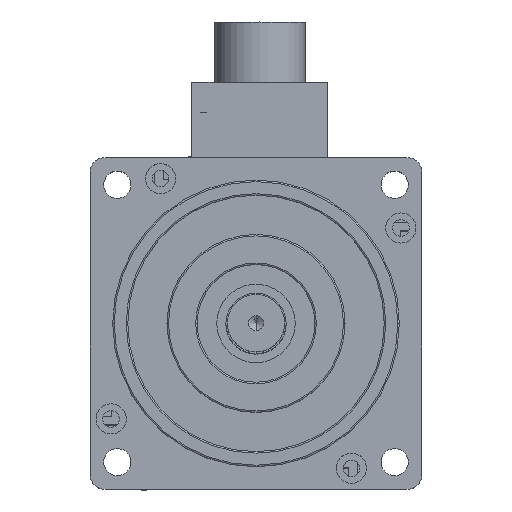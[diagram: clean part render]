
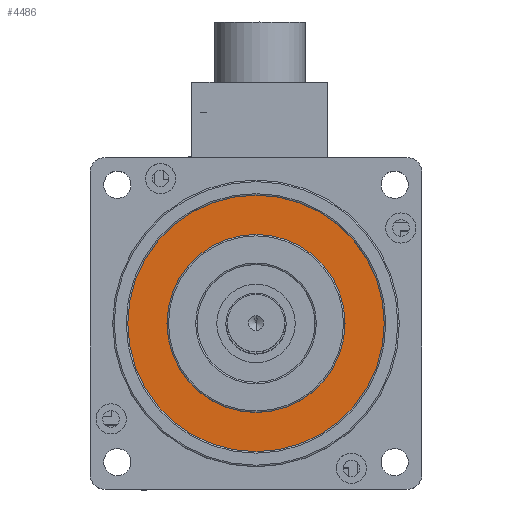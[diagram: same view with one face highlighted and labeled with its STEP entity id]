
A CAD part, top view. The second image highlights one B-rep face of the part: STEP entity #4486.
In plain terms, the highlighted planar face has unit normal (0, 0, 1).
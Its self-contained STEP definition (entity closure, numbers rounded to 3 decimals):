
#345 = DIRECTION ( 'NONE',  ( 0., 0., 1. ) ) ;
#346 = VERTEX_POINT ( 'NONE', #803 ) ;
#803 = CARTESIAN_POINT ( 'NONE',  ( -17.99, -1.169, 127.5 ) ) ;
#982 = CARTESIAN_POINT ( 'NONE',  ( -38.49, 48.831, 127.5 ) ) ;
#1057 = DIRECTION ( 'NONE',  ( 0., -1., 0. ) ) ;
#1769 = EDGE_LOOP ( 'NONE', ( #12966, #6826 ) ) ;
#2296 = VERTEX_POINT ( 'NONE', #9287 ) ;
#2919 = DIRECTION ( 'NONE',  ( -1., 0., 0. ) ) ;
#2966 = DIRECTION ( 'NONE',  ( 1., 0., 0. ) ) ;
#2974 = CIRCLE ( 'NONE', #7875, 29.5 ) ;
#3037 = DIRECTION ( 'NONE',  ( 0., 0., 1. ) ) ;
#3057 = DIRECTION ( 'NONE',  ( 0., 0., 1. ) ) ;
#3300 = AXIS2_PLACEMENT_3D ( 'NONE', #7487, #3037, #2966 ) ;
#3385 = EDGE_CURVE ( 'NONE', #7115, #6598, #5866, .T. ) ;
#3707 = CIRCLE ( 'NONE', #4194, 29.5 ) ;
#3955 = EDGE_CURVE ( 'NONE', #2296, #346, #3707, .T. ) ;
#4194 = AXIS2_PLACEMENT_3D ( 'NONE', #5567, #6662, #7691 ) ;
#4486 = ADVANCED_FACE ( 'NONE', ( #10640, #13992 ), #13178, .F. ) ;
#4745 = DIRECTION ( 'NONE',  ( 1., 0., 0. ) ) ;
#5523 = CARTESIAN_POINT ( 'NONE',  ( 54.01, -1.169, 127.5 ) ) ;
#5567 = CARTESIAN_POINT ( 'NONE',  ( 11.51, -1.169, 127.5 ) ) ;
#5866 = CIRCLE ( 'NONE', #3300, 42.5 ) ;
#6598 = VERTEX_POINT ( 'NONE', #5523 ) ;
#6662 = DIRECTION ( 'NONE',  ( 0., 0., 1. ) ) ;
#6826 = ORIENTED_EDGE ( 'NONE', *, *, #10914, .T. ) ;
#7115 = VERTEX_POINT ( 'NONE', #14410 ) ;
#7487 = CARTESIAN_POINT ( 'NONE',  ( 11.51, -1.169, 127.5 ) ) ;
#7640 = DIRECTION ( 'NONE',  ( 0., 0., -1. ) ) ;
#7691 = DIRECTION ( 'NONE',  ( -1., 0., 0. ) ) ;
#7875 = AXIS2_PLACEMENT_3D ( 'NONE', #8473, #3057, #2919 ) ;
#8473 = CARTESIAN_POINT ( 'NONE',  ( 11.51, -1.169, 127.5 ) ) ;
#9287 = CARTESIAN_POINT ( 'NONE',  ( 41.01, -1.169, 127.5 ) ) ;
#10500 = EDGE_LOOP ( 'NONE', ( #12914, #14037 ) ) ;
#10640 = FACE_OUTER_BOUND ( 'NONE', #1769, .T. ) ;
#10914 = EDGE_CURVE ( 'NONE', #6598, #7115, #14348, .T. ) ;
#11309 = AXIS2_PLACEMENT_3D ( 'NONE', #11516, #345, #4745 ) ;
#11516 = CARTESIAN_POINT ( 'NONE',  ( 11.51, -1.169, 127.5 ) ) ;
#12789 = AXIS2_PLACEMENT_3D ( 'NONE', #982, #7640, #1057 ) ;
#12914 = ORIENTED_EDGE ( 'NONE', *, *, #13903, .F. ) ;
#12966 = ORIENTED_EDGE ( 'NONE', *, *, #3385, .T. ) ;
#13178 = PLANE ( 'NONE',  #12789 ) ;
#13903 = EDGE_CURVE ( 'NONE', #346, #2296, #2974, .T. ) ;
#13992 = FACE_BOUND ( 'NONE', #10500, .T. ) ;
#14037 = ORIENTED_EDGE ( 'NONE', *, *, #3955, .F. ) ;
#14348 = CIRCLE ( 'NONE', #11309, 42.5 ) ;
#14410 = CARTESIAN_POINT ( 'NONE',  ( -30.99, -1.169, 127.5 ) ) ;
